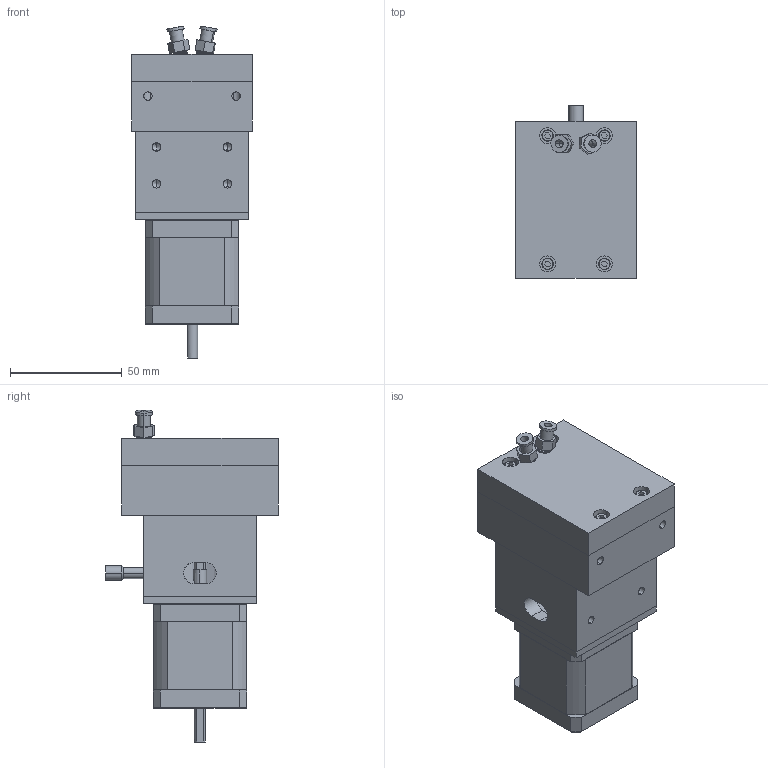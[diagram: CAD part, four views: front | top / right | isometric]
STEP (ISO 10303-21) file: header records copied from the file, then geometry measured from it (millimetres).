
FILE_DESCRIPTION (( 'STEP AP214' ), '1' );
FILE_NAME ('2-1.STEP', '2010-07-05T21:39:54', ( '' ), ( '' ), 'SwSTEP 2.0', 'SolidWorks 2010', '' );
FILE_SCHEMA (( 'AUTOMOTIVE_DESIGN' ));
Length unit declared in the file: inch
Products named in the file (16): 900407; 900408; 100404; 100628; 900413; 100678; 100434; 300862; 300520; 900414; 100631; 300781; 300691; 300xxx4; 700232; 2-1
Assembly tree (19 placements, depth 4):
  2-1
    900407
      300520
      900408
        100628
        100404
      300862  x2
      900413
        100678
        100434
    300691  x4
    300xxx4
    900414
      100631
      300781
    700232
Bounding box: 53.98 x 77.16 x 148.47 mm (x, y, z)
Volume: 257973.4 mm3; surface area: 64740.5 mm2
Topology: 15 solids, 15 shells, 517 faces, 1226 edges, 770 vertices
Faces by surface type: cylinder 257, plane 195, cone 54, torus 4, bspline 4, sphere 3
Entity records: 14790 total; most frequent: CARTESIAN_POINT 3538, DIRECTION 2164, ORIENTED_EDGE 1948, EDGE_CURVE 974, AXIS2_PLACEMENT_3D 827, VERTEX_POINT 628, EDGE_LOOP 526, LINE 510
